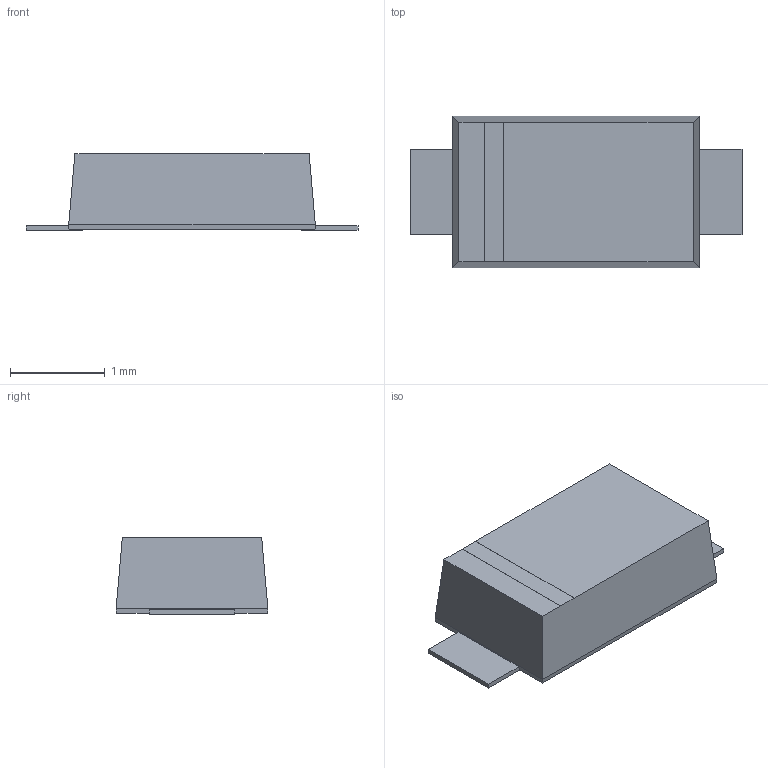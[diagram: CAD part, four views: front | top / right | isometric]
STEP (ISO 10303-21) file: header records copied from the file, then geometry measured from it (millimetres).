
FILE_DESCRIPTION (( 'STEP AP214' ), '1' );
FILE_NAME ('SOD-123_L2.6-W1.6-LS3.5-RD-1.STEP', '2021-12-05T08:48:15', ( '' ), ( '' ), 'SwSTEP 2.0', 'SolidWorks 2020', '' );
FILE_SCHEMA (( 'AUTOMOTIVE_DESIGN' ));
Length unit declared in the file: millimetre
Products named in the file (1): SOD-123_L2.6-W1.6-LS3.5-RD-1
Bounding box: 3.5 x 1.6 x 0.81 mm (x, y, z)
Volume: 3.2 mm3; surface area: 16.1 mm2
Topology: 1 solids, 1 shells, 85 faces, 224 edges, 148 vertices
Faces by surface type: plane 71, bspline 14
Entity records: 4235 total; most frequent: CARTESIAN_POINT 1256, ORIENTED_EDGE 448, DIRECTION 340, EDGE_CURVE 224, LINE 196, VECTOR 196, VERTEX_POINT 148, EDGE_LOOP 92
